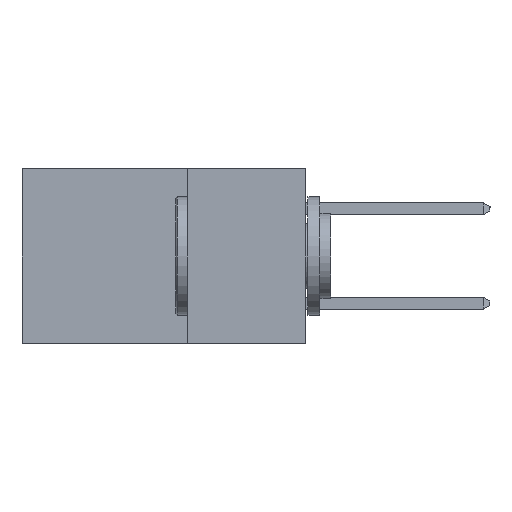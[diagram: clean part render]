
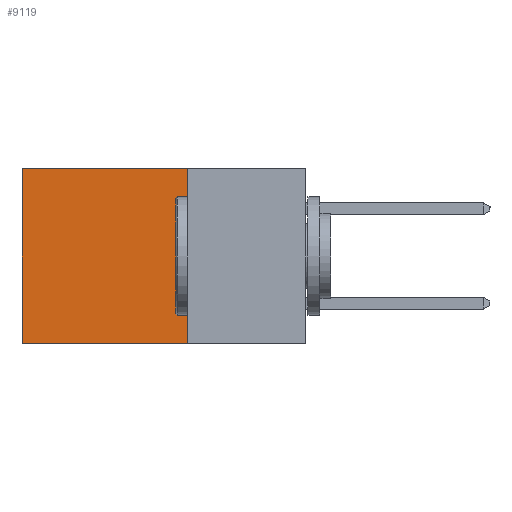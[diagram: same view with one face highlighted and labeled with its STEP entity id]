
A CAD part, left-side view. The second image highlights one B-rep face of the part: STEP entity #9119.
In plain terms, the highlighted planar face has unit normal (-1, 0, 0).
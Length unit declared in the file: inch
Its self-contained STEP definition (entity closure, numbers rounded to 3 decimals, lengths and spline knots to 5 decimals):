
#330 = LINE ( 'NONE', #6189, #6766 ) ;
#1002 = DIRECTION ( 'NONE',  ( 0., 1., 0. ) ) ;
#2176 = LINE ( 'NONE', #12452, #13383 ) ;
#2425 = VERTEX_POINT ( 'NONE', #10470 ) ;
#2942 = PLANE ( 'NONE',  #7821 ) ;
#3120 = DIRECTION ( 'NONE',  ( 0., 0., -1. ) ) ;
#3578 = LINE ( 'NONE', #15603, #18607 ) ;
#4820 = VERTEX_POINT ( 'NONE', #13447 ) ;
#6189 = CARTESIAN_POINT ( 'NONE',  ( 0.2615, 0.25, -0.37 ) ) ;
#6766 = VECTOR ( 'NONE', #3120, 39.37008 ) ;
#7821 = AXIS2_PLACEMENT_3D ( 'NONE', #8712, #11809, #11717 ) ;
#8712 = CARTESIAN_POINT ( 'NONE',  ( 0.2615, 0.25, -0.37 ) ) ;
#9119 = ADVANCED_FACE ( 'NONE', ( #16016 ), #2942, .F. ) ;
#9730 = DIRECTION ( 'NONE',  ( 0., 1., 0. ) ) ;
#9791 = VECTOR ( 'NONE', #17777, 39.37008 ) ;
#10299 = CARTESIAN_POINT ( 'NONE',  ( 0.2615, 0.6, -0.37 ) ) ;
#10470 = CARTESIAN_POINT ( 'NONE',  ( 0.2615, 0.25, 0. ) ) ;
#10715 = EDGE_CURVE ( 'NONE', #2425, #4820, #2176, .T. ) ;
#10954 = ORIENTED_EDGE ( 'NONE', *, *, #11217, .F. ) ;
#11217 = EDGE_CURVE ( 'NONE', #11937, #15652, #3578, .T. ) ;
#11717 = DIRECTION ( 'NONE',  ( 0., 0., -1. ) ) ;
#11809 = DIRECTION ( 'NONE',  ( 1., 0., 0. ) ) ;
#11937 = VERTEX_POINT ( 'NONE', #16399 ) ;
#12204 = CARTESIAN_POINT ( 'NONE',  ( 0.2615, 0.6, -0.37 ) ) ;
#12452 = CARTESIAN_POINT ( 'NONE',  ( 0.2615, 0.25, 0. ) ) ;
#13383 = VECTOR ( 'NONE', #1002, 39.37008 ) ;
#13447 = CARTESIAN_POINT ( 'NONE',  ( 0.2615, 0.6, 0. ) ) ;
#14402 = EDGE_CURVE ( 'NONE', #4820, #15652, #18056, .T. ) ;
#15384 = EDGE_LOOP ( 'NONE', ( #17083, #10954, #17494, #16835 ) ) ;
#15603 = CARTESIAN_POINT ( 'NONE',  ( 0.2615, 0.25, -0.37 ) ) ;
#15652 = VERTEX_POINT ( 'NONE', #10299 ) ;
#16016 = FACE_OUTER_BOUND ( 'NONE', #15384, .T. ) ;
#16399 = CARTESIAN_POINT ( 'NONE',  ( 0.2615, 0.25, -0.37 ) ) ;
#16835 = ORIENTED_EDGE ( 'NONE', *, *, #10715, .T. ) ;
#16859 = EDGE_CURVE ( 'NONE', #2425, #11937, #330, .T. ) ;
#17083 = ORIENTED_EDGE ( 'NONE', *, *, #14402, .T. ) ;
#17494 = ORIENTED_EDGE ( 'NONE', *, *, #16859, .F. ) ;
#17777 = DIRECTION ( 'NONE',  ( 0., 0., -1. ) ) ;
#18056 = LINE ( 'NONE', #12204, #9791 ) ;
#18607 = VECTOR ( 'NONE', #9730, 39.37008 ) ;
